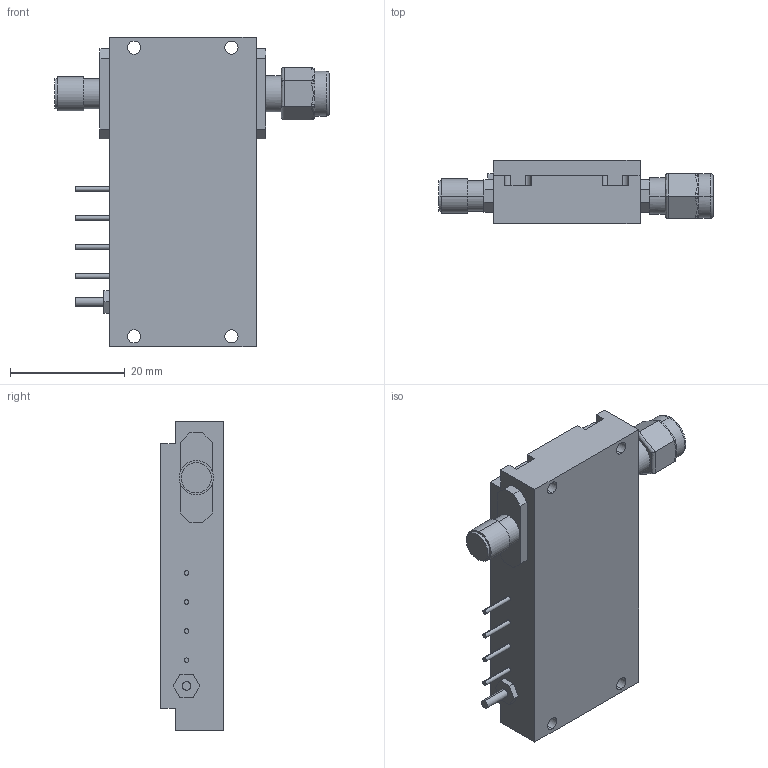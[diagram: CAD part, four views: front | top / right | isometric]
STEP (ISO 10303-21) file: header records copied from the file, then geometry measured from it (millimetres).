
FILE_DESCRIPTION (( 'STEP AP214' ), '1' );
FILE_NAME ('Hyb1 Hyb2.STEP', '2017-10-16T09:49:47', ( '' ), ( '' ), 'SwSTEP 2.0', 'SolidWorks 2016', '' );
FILE_SCHEMA (( 'AUTOMOTIVE_DESIGN' ));
Length unit declared in the file: millimetre
Products named in the file (1): Hyb1 Hyb2
Bounding box: 47.93 x 11 x 54 mm (x, y, z)
Volume: 15473.5 mm3; surface area: 5390 mm2
Topology: 1 solids, 1 shells, 195 faces, 486 edges, 314 vertices
Faces by surface type: plane 122, cylinder 38, bspline 35
Entity records: 8909 total; most frequent: CARTESIAN_POINT 2945, ORIENTED_EDGE 972, DIRECTION 796, EDGE_CURVE 486, VERTEX_POINT 314, VECTOR 306, LINE 306, AXIS2_PLACEMENT_3D 245
